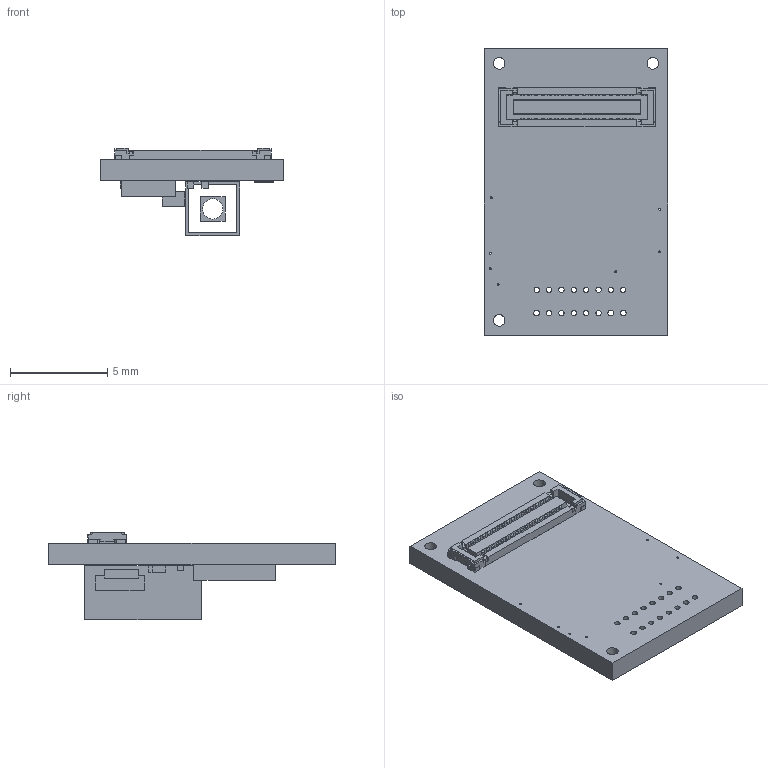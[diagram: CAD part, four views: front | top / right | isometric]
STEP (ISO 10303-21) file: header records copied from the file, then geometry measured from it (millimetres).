
FILE_DESCRIPTION(('Open CASCADE Model'),'2;1');
FILE_NAME('Open CASCADE Shape Model','2018-07-30T17:31:30',('Author'),( 'Open CASCADE'),'Open CASCADE STEP processor 6.8','Open CASCADE 6.8' ,'Unknown');
FILE_SCHEMA(('AUTOMOTIVE_DESIGN { 1 0 10303 214 1 1 1 1 }'));
Length unit declared in the file: millimetre
Products named in the file (33): PCB; Board; piezo-drive; piezo_actuator; 7342438144; Extruded; U0; S1; 5046183410; R15; 5910357824; PS-; PS+; D1; 5910357440; D0; 5910358400; C12; 5910358016; C11; C10; C9; C8; 6468133760; C7; 5910357632
Assembly tree (38 placements, depth 4):
  PCB
    Board
    piezo-drive
      piezo_actuator
      piezo_actuator
      7342438144  x4
        Extruded
    U0
    S1
      5046183410
    R15
      5910357824
        Extruded
    PS-
    PS+
    D1
      5910357440
        Extruded
    D0
      5910358400
        Extruded
    C12
      5910358016
        Extruded
    C11
      5910358016
        Extruded
    C10
      5910358016
        Extruded
    C9
      5910358016
        Extruded
    C8
      6468133760
        Extruded
    C7
      5910357632
        Extruded
Bounding box: 9.4 x 14.71 x 4.5 mm (x, y, z)
Volume: 185.2 mm3; surface area: 654.1 mm2
Topology: 17 solids, 17 shells, 712 faces, 1701 edges, 1126 vertices
Faces by surface type: plane 571, cylinder 141
Full cylindrical faces by diameter (mm): 0.1 x7, 0.275 x13, 0.3 x3, 0.6 x3, 1.05 x1
Entity records: 20468 total; most frequent: CARTESIAN_POINT 3423, DIRECTION 3340, ORIENTED_EDGE 3258, EDGE_CURVE 1629, LINE 1346, VECTOR 1346, VERTEX_POINT 1078, AXIS2_PLACEMENT_3D 997
